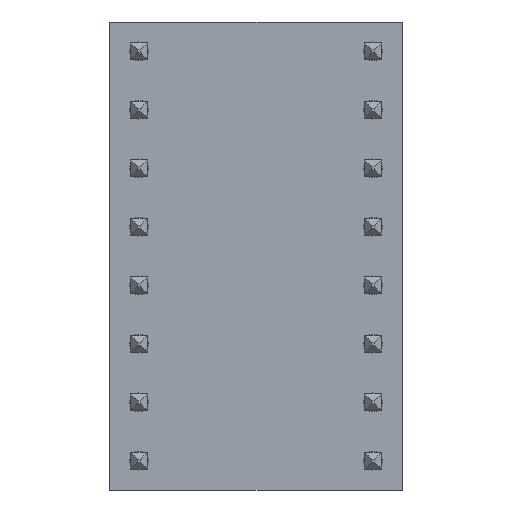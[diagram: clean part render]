
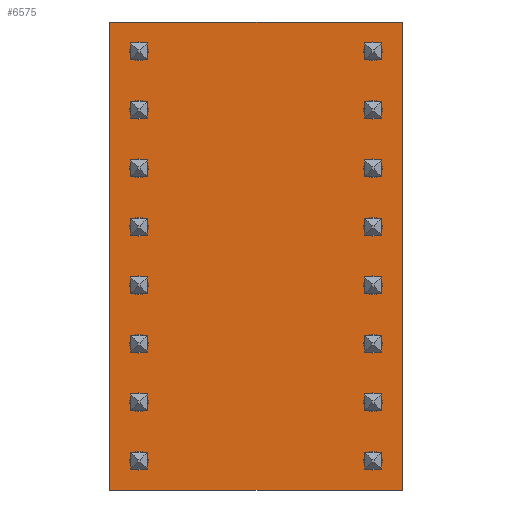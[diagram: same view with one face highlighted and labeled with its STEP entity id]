
A CAD part, front view. The second image highlights one B-rep face of the part: STEP entity #6575.
In plain terms, the highlighted face is planar.
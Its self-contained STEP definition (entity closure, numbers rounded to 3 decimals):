
#312=FACE_BOUND('',#929,.T.);
#313=FACE_BOUND('',#930,.T.);
#314=FACE_BOUND('',#931,.T.);
#315=FACE_BOUND('',#932,.T.);
#316=FACE_BOUND('',#933,.T.);
#317=FACE_BOUND('',#934,.T.);
#318=FACE_BOUND('',#935,.T.);
#319=FACE_BOUND('',#936,.T.);
#320=FACE_BOUND('',#937,.T.);
#321=FACE_BOUND('',#938,.T.);
#322=FACE_BOUND('',#939,.T.);
#323=FACE_BOUND('',#940,.T.);
#324=FACE_BOUND('',#941,.T.);
#325=FACE_BOUND('',#942,.T.);
#326=FACE_BOUND('',#943,.T.);
#327=FACE_BOUND('',#944,.T.);
#526=FACE_OUTER_BOUND('',#928,.T.);
#928=EDGE_LOOP('',(#5111,#5112,#5113,#5114));
#929=EDGE_LOOP('',(#5115));
#930=EDGE_LOOP('',(#5116));
#931=EDGE_LOOP('',(#5117));
#932=EDGE_LOOP('',(#5118));
#933=EDGE_LOOP('',(#5119));
#934=EDGE_LOOP('',(#5120));
#935=EDGE_LOOP('',(#5121));
#936=EDGE_LOOP('',(#5122));
#937=EDGE_LOOP('',(#5123));
#938=EDGE_LOOP('',(#5124));
#939=EDGE_LOOP('',(#5125));
#940=EDGE_LOOP('',(#5126));
#941=EDGE_LOOP('',(#5127));
#942=EDGE_LOOP('',(#5128));
#943=EDGE_LOOP('',(#5129));
#944=EDGE_LOOP('',(#5130));
#1384=LINE('',#10799,#2001);
#1388=LINE('',#10807,#2005);
#1391=LINE('',#10813,#2008);
#1394=LINE('',#10818,#2011);
#2001=VECTOR('',#8923,10.);
#2005=VECTOR('',#8929,10.);
#2008=VECTOR('',#8934,10.);
#2011=VECTOR('',#8939,10.);
#2560=CIRCLE('',#7527,0.406);
#2561=CIRCLE('',#7529,0.406);
#2562=CIRCLE('',#7531,0.406);
#2563=CIRCLE('',#7533,0.406);
#2564=CIRCLE('',#7535,0.406);
#2565=CIRCLE('',#7537,0.406);
#2566=CIRCLE('',#7539,0.406);
#2567=CIRCLE('',#7541,0.406);
#2568=CIRCLE('',#7543,0.406);
#2569=CIRCLE('',#7545,0.406);
#2570=CIRCLE('',#7547,0.406);
#2571=CIRCLE('',#7549,0.406);
#2572=CIRCLE('',#7551,0.406);
#2573=CIRCLE('',#7553,0.406);
#2574=CIRCLE('',#7555,0.406);
#2575=CIRCLE('',#7557,0.406);
#2952=VERTEX_POINT('',#10733);
#2953=VERTEX_POINT('',#10737);
#2954=VERTEX_POINT('',#10741);
#2955=VERTEX_POINT('',#10745);
#2956=VERTEX_POINT('',#10749);
#2957=VERTEX_POINT('',#10753);
#2958=VERTEX_POINT('',#10757);
#2959=VERTEX_POINT('',#10761);
#2960=VERTEX_POINT('',#10765);
#2961=VERTEX_POINT('',#10769);
#2962=VERTEX_POINT('',#10773);
#2963=VERTEX_POINT('',#10777);
#2964=VERTEX_POINT('',#10781);
#2965=VERTEX_POINT('',#10785);
#2966=VERTEX_POINT('',#10789);
#2967=VERTEX_POINT('',#10793);
#2968=VERTEX_POINT('',#10797);
#2969=VERTEX_POINT('',#10798);
#2972=VERTEX_POINT('',#10806);
#2974=VERTEX_POINT('',#10812);
#3681=EDGE_CURVE('',#2952,#2952,#2560,.T.);
#3683=EDGE_CURVE('',#2953,#2953,#2561,.T.);
#3685=EDGE_CURVE('',#2954,#2954,#2562,.T.);
#3687=EDGE_CURVE('',#2955,#2955,#2563,.T.);
#3689=EDGE_CURVE('',#2956,#2956,#2564,.T.);
#3691=EDGE_CURVE('',#2957,#2957,#2565,.T.);
#3693=EDGE_CURVE('',#2958,#2958,#2566,.T.);
#3695=EDGE_CURVE('',#2959,#2959,#2567,.T.);
#3697=EDGE_CURVE('',#2960,#2960,#2568,.T.);
#3699=EDGE_CURVE('',#2961,#2961,#2569,.T.);
#3701=EDGE_CURVE('',#2962,#2962,#2570,.T.);
#3703=EDGE_CURVE('',#2963,#2963,#2571,.T.);
#3705=EDGE_CURVE('',#2964,#2964,#2572,.T.);
#3707=EDGE_CURVE('',#2965,#2965,#2573,.T.);
#3709=EDGE_CURVE('',#2966,#2966,#2574,.T.);
#3711=EDGE_CURVE('',#2967,#2967,#2575,.T.);
#3712=EDGE_CURVE('',#2968,#2969,#1384,.T.);
#3716=EDGE_CURVE('',#2972,#2968,#1388,.T.);
#3719=EDGE_CURVE('',#2974,#2972,#1391,.T.);
#3722=EDGE_CURVE('',#2969,#2974,#1394,.T.);
#5111=ORIENTED_EDGE('',*,*,#3722,.F.);
#5112=ORIENTED_EDGE('',*,*,#3712,.F.);
#5113=ORIENTED_EDGE('',*,*,#3716,.F.);
#5114=ORIENTED_EDGE('',*,*,#3719,.F.);
#5115=ORIENTED_EDGE('',*,*,#3681,.T.);
#5116=ORIENTED_EDGE('',*,*,#3683,.T.);
#5117=ORIENTED_EDGE('',*,*,#3685,.T.);
#5118=ORIENTED_EDGE('',*,*,#3687,.T.);
#5119=ORIENTED_EDGE('',*,*,#3689,.T.);
#5120=ORIENTED_EDGE('',*,*,#3691,.T.);
#5121=ORIENTED_EDGE('',*,*,#3693,.T.);
#5122=ORIENTED_EDGE('',*,*,#3695,.T.);
#5123=ORIENTED_EDGE('',*,*,#3697,.T.);
#5124=ORIENTED_EDGE('',*,*,#3699,.T.);
#5125=ORIENTED_EDGE('',*,*,#3701,.T.);
#5126=ORIENTED_EDGE('',*,*,#3703,.T.);
#5127=ORIENTED_EDGE('',*,*,#3705,.T.);
#5128=ORIENTED_EDGE('',*,*,#3707,.T.);
#5129=ORIENTED_EDGE('',*,*,#3709,.T.);
#5130=ORIENTED_EDGE('',*,*,#3711,.T.);
#5972=PLANE('',#7563);
#6575=ADVANCED_FACE('',(#526,#312,#313,#314,#315,#316,#317,#318,#319,#320,
#321,#322,#323,#324,#325,#326,#327),#5972,.F.);
#7527=AXIS2_PLACEMENT_3D('',#10735,#8844,#8845);
#7529=AXIS2_PLACEMENT_3D('',#10739,#8849,#8850);
#7531=AXIS2_PLACEMENT_3D('',#10743,#8854,#8855);
#7533=AXIS2_PLACEMENT_3D('',#10747,#8859,#8860);
#7535=AXIS2_PLACEMENT_3D('',#10751,#8864,#8865);
#7537=AXIS2_PLACEMENT_3D('',#10755,#8869,#8870);
#7539=AXIS2_PLACEMENT_3D('',#10759,#8874,#8875);
#7541=AXIS2_PLACEMENT_3D('',#10763,#8879,#8880);
#7543=AXIS2_PLACEMENT_3D('',#10767,#8884,#8885);
#7545=AXIS2_PLACEMENT_3D('',#10771,#8889,#8890);
#7547=AXIS2_PLACEMENT_3D('',#10775,#8894,#8895);
#7549=AXIS2_PLACEMENT_3D('',#10779,#8899,#8900);
#7551=AXIS2_PLACEMENT_3D('',#10783,#8904,#8905);
#7553=AXIS2_PLACEMENT_3D('',#10787,#8909,#8910);
#7555=AXIS2_PLACEMENT_3D('',#10791,#8914,#8915);
#7557=AXIS2_PLACEMENT_3D('',#10795,#8919,#8920);
#7563=AXIS2_PLACEMENT_3D('',#10821,#8943,#8944);
#8844=DIRECTION('center_axis',(0.,0.,1.));
#8845=DIRECTION('ref_axis',(1.,0.,0.));
#8849=DIRECTION('center_axis',(0.,0.,1.));
#8850=DIRECTION('ref_axis',(1.,0.,0.));
#8854=DIRECTION('center_axis',(0.,0.,1.));
#8855=DIRECTION('ref_axis',(1.,0.,0.));
#8859=DIRECTION('center_axis',(0.,0.,1.));
#8860=DIRECTION('ref_axis',(1.,0.,0.));
#8864=DIRECTION('center_axis',(0.,0.,1.));
#8865=DIRECTION('ref_axis',(1.,0.,0.));
#8869=DIRECTION('center_axis',(0.,0.,1.));
#8870=DIRECTION('ref_axis',(1.,0.,0.));
#8874=DIRECTION('center_axis',(0.,0.,1.));
#8875=DIRECTION('ref_axis',(1.,0.,0.));
#8879=DIRECTION('center_axis',(0.,0.,1.));
#8880=DIRECTION('ref_axis',(1.,0.,0.));
#8884=DIRECTION('center_axis',(0.,0.,1.));
#8885=DIRECTION('ref_axis',(1.,0.,0.));
#8889=DIRECTION('center_axis',(0.,0.,1.));
#8890=DIRECTION('ref_axis',(1.,0.,0.));
#8894=DIRECTION('center_axis',(0.,0.,1.));
#8895=DIRECTION('ref_axis',(1.,0.,0.));
#8899=DIRECTION('center_axis',(0.,0.,1.));
#8900=DIRECTION('ref_axis',(1.,0.,0.));
#8904=DIRECTION('center_axis',(0.,0.,1.));
#8905=DIRECTION('ref_axis',(1.,0.,0.));
#8909=DIRECTION('center_axis',(0.,0.,1.));
#8910=DIRECTION('ref_axis',(1.,0.,0.));
#8914=DIRECTION('center_axis',(0.,0.,1.));
#8915=DIRECTION('ref_axis',(1.,0.,0.));
#8919=DIRECTION('center_axis',(0.,0.,1.));
#8920=DIRECTION('ref_axis',(1.,0.,0.));
#8923=DIRECTION('',(0.,-1.,0.));
#8929=DIRECTION('',(-1.,0.,0.));
#8934=DIRECTION('',(0.,1.,0.));
#8939=DIRECTION('',(1.,0.,0.));
#8943=DIRECTION('center_axis',(0.,0.,1.));
#8944=DIRECTION('ref_axis',(1.,0.,0.));
#10733=CARTESIAN_POINT('',(11.024,6.35,0.));
#10735=CARTESIAN_POINT('Origin',(11.43,6.35,0.));
#10737=CARTESIAN_POINT('',(11.024,16.51,0.));
#10739=CARTESIAN_POINT('Origin',(11.43,16.51,0.));
#10741=CARTESIAN_POINT('',(0.864,13.97,0.));
#10743=CARTESIAN_POINT('Origin',(1.27,13.97,0.));
#10745=CARTESIAN_POINT('',(0.864,3.81,0.));
#10747=CARTESIAN_POINT('Origin',(1.27,3.81,0.));
#10749=CARTESIAN_POINT('',(0.864,8.89,0.));
#10751=CARTESIAN_POINT('Origin',(1.27,8.89,0.));
#10753=CARTESIAN_POINT('',(0.864,16.51,0.));
#10755=CARTESIAN_POINT('Origin',(1.27,16.51,0.));
#10757=CARTESIAN_POINT('',(11.024,13.97,0.));
#10759=CARTESIAN_POINT('Origin',(11.43,13.97,0.));
#10761=CARTESIAN_POINT('',(11.024,3.81,0.));
#10763=CARTESIAN_POINT('Origin',(11.43,3.81,0.));
#10765=CARTESIAN_POINT('',(11.024,8.89,0.));
#10767=CARTESIAN_POINT('Origin',(11.43,8.89,0.));
#10769=CARTESIAN_POINT('',(11.024,19.05,0.));
#10771=CARTESIAN_POINT('Origin',(11.43,19.05,0.));
#10773=CARTESIAN_POINT('',(0.864,11.43,0.));
#10775=CARTESIAN_POINT('Origin',(1.27,11.43,0.));
#10777=CARTESIAN_POINT('',(0.864,1.27,0.));
#10779=CARTESIAN_POINT('Origin',(1.27,1.27,0.));
#10781=CARTESIAN_POINT('',(0.864,6.35,0.));
#10783=CARTESIAN_POINT('Origin',(1.27,6.35,0.));
#10785=CARTESIAN_POINT('',(0.864,19.05,0.));
#10787=CARTESIAN_POINT('Origin',(1.27,19.05,0.));
#10789=CARTESIAN_POINT('',(11.024,11.43,0.));
#10791=CARTESIAN_POINT('Origin',(11.43,11.43,0.));
#10793=CARTESIAN_POINT('',(11.024,1.27,0.));
#10795=CARTESIAN_POINT('Origin',(11.43,1.27,0.));
#10797=CARTESIAN_POINT('',(0.,20.32,0.));
#10798=CARTESIAN_POINT('',(0.,0.,0.));
#10799=CARTESIAN_POINT('',(0.,20.32,0.));
#10806=CARTESIAN_POINT('',(12.7,20.32,0.));
#10807=CARTESIAN_POINT('',(12.7,20.32,0.));
#10812=CARTESIAN_POINT('',(12.7,0.,0.));
#10813=CARTESIAN_POINT('',(12.7,0.,0.));
#10818=CARTESIAN_POINT('',(0.,0.,0.));
#10821=CARTESIAN_POINT('Origin',(6.35,10.16,0.));
